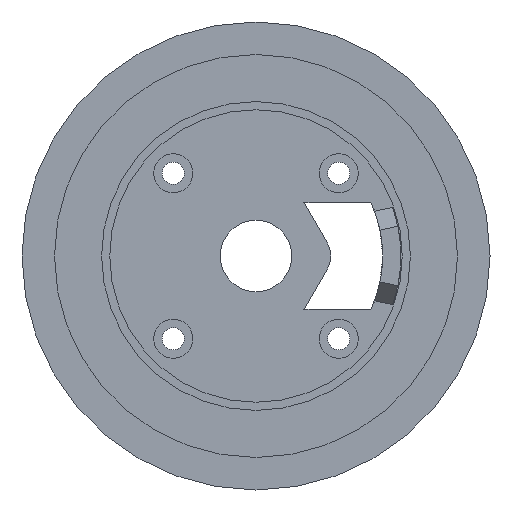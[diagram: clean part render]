
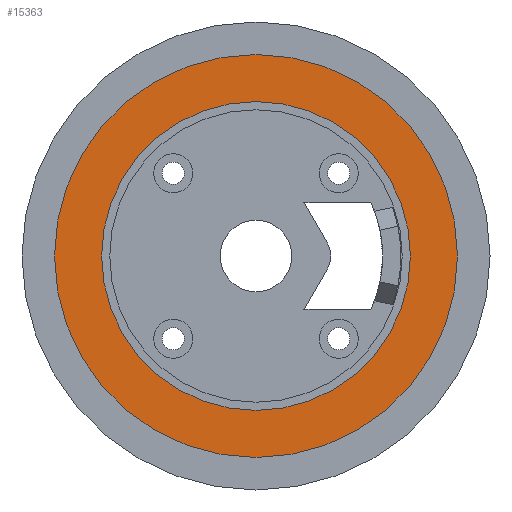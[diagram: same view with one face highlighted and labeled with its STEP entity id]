
A CAD part, left-side view. The second image highlights one B-rep face of the part: STEP entity #15363.
In plain terms, the highlighted planar face has unit normal (-1, 0, 0).
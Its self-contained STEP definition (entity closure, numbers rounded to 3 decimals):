
#572 = AXIS2_PLACEMENT_3D ( 'NONE', #1909, #20660, #9327 ) ;
#924 = DIRECTION ( 'NONE',  ( -1., 0., 0. ) ) ;
#1909 = CARTESIAN_POINT ( 'NONE',  ( 4., 0., 0. ) ) ;
#2195 = CARTESIAN_POINT ( 'NONE',  ( 4., -23.75, 0. ) ) ;
#2512 = DIRECTION ( 'NONE',  ( 0., 1., 0. ) ) ;
#2637 = FACE_OUTER_BOUND ( 'NONE', #21784, .T. ) ;
#4226 = CARTESIAN_POINT ( 'NONE',  ( 4., 0., 0. ) ) ;
#6287 = DIRECTION ( 'NONE',  ( 0., 1., 0. ) ) ;
#6716 = EDGE_CURVE ( 'NONE', #20316, #23429, #8940, .T. ) ;
#7475 = VERTEX_POINT ( 'NONE', #7697 ) ;
#7554 = CIRCLE ( 'NONE', #572, 31. ) ;
#7697 = CARTESIAN_POINT ( 'NONE',  ( 4., -31., 0. ) ) ;
#7955 = CARTESIAN_POINT ( 'NONE',  ( 4., 31., 0. ) ) ;
#8120 = DIRECTION ( 'NONE',  ( 1., 0., 0. ) ) ;
#8820 = CIRCLE ( 'NONE', #13500, 23.75 ) ;
#8940 = CIRCLE ( 'NONE', #15557, 23.75 ) ;
#9327 = DIRECTION ( 'NONE',  ( 0., 1., 0. ) ) ;
#10128 = DIRECTION ( 'NONE',  ( 0., 1., 0. ) ) ;
#10537 = VERTEX_POINT ( 'NONE', #7955 ) ;
#11429 = CARTESIAN_POINT ( 'NONE',  ( 4., 23.75, 0. ) ) ;
#11817 = EDGE_CURVE ( 'NONE', #7475, #10537, #7554, .T. ) ;
#12164 = ORIENTED_EDGE ( 'NONE', *, *, #11817, .T. ) ;
#13378 = AXIS2_PLACEMENT_3D ( 'NONE', #19671, #924, #13956 ) ;
#13500 = AXIS2_PLACEMENT_3D ( 'NONE', #23411, #17572, #10128 ) ;
#13956 = DIRECTION ( 'NONE',  ( 0., 1., 0. ) ) ;
#14938 = ORIENTED_EDGE ( 'NONE', *, *, #6716, .T. ) ;
#15308 = DIRECTION ( 'NONE',  ( 1., 0., 0. ) ) ;
#15363 = ADVANCED_FACE ( 'NONE', ( #15672, #2637 ), #15547, .F. ) ;
#15547 = PLANE ( 'NONE',  #18210 ) ;
#15557 = AXIS2_PLACEMENT_3D ( 'NONE', #4226, #8120, #6287 ) ;
#15672 = FACE_BOUND ( 'NONE', #18914, .T. ) ;
#16590 = ORIENTED_EDGE ( 'NONE', *, *, #23950, .T. ) ;
#17374 = CARTESIAN_POINT ( 'NONE',  ( 4., 54.998, -37. ) ) ;
#17572 = DIRECTION ( 'NONE',  ( 1., 0., 0. ) ) ;
#18210 = AXIS2_PLACEMENT_3D ( 'NONE', #17374, #15308, #2512 ) ;
#18378 = EDGE_CURVE ( 'NONE', #23429, #20316, #8820, .T. ) ;
#18914 = EDGE_LOOP ( 'NONE', ( #14938, #18999 ) ) ;
#18999 = ORIENTED_EDGE ( 'NONE', *, *, #18378, .T. ) ;
#19671 = CARTESIAN_POINT ( 'NONE',  ( 4., 0., 0. ) ) ;
#20316 = VERTEX_POINT ( 'NONE', #11429 ) ;
#20660 = DIRECTION ( 'NONE',  ( -1., 0., 0. ) ) ;
#21784 = EDGE_LOOP ( 'NONE', ( #16590, #12164 ) ) ;
#23411 = CARTESIAN_POINT ( 'NONE',  ( 4., 0., 0. ) ) ;
#23429 = VERTEX_POINT ( 'NONE', #2195 ) ;
#23875 = CIRCLE ( 'NONE', #13378, 31. ) ;
#23950 = EDGE_CURVE ( 'NONE', #10537, #7475, #23875, .T. ) ;
